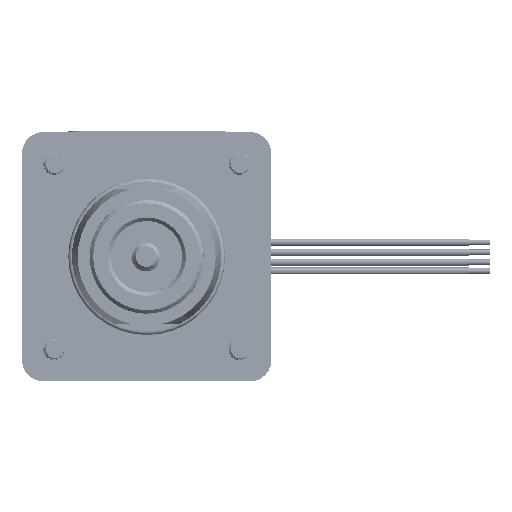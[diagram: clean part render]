
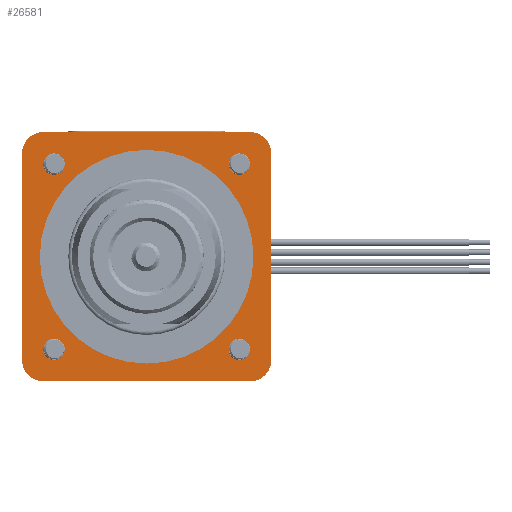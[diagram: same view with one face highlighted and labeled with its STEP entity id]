
A CAD part, front view. The second image highlights one B-rep face of the part: STEP entity #26581.
In plain terms, the highlighted face is planar.
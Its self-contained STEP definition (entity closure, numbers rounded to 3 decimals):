
#746=PLANE('',#28991);
#1132=FACE_BOUND('',#3603,.T.);
#1133=FACE_BOUND('',#3604,.T.);
#1134=FACE_BOUND('',#3605,.T.);
#1135=FACE_BOUND('',#3606,.T.);
#1136=FACE_BOUND('',#3607,.T.);
#2055=FACE_OUTER_BOUND('',#3602,.T.);
#3602=EDGE_LOOP('',(#21376,#21377,#21378,#21379,#21380,#21381,#21382,#21383));
#3603=EDGE_LOOP('',(#21384));
#3604=EDGE_LOOP('',(#21385));
#3605=EDGE_LOOP('',(#21386));
#3606=EDGE_LOOP('',(#21387));
#3607=EDGE_LOOP('',(#21388));
#5703=LINE('',#43332,#7953);
#5704=LINE('',#43336,#7954);
#5705=LINE('',#43340,#7955);
#5706=LINE('',#43343,#7956);
#7953=VECTOR('',#35037,29.);
#7954=VECTOR('',#35040,29.);
#7955=VECTOR('',#35043,29.);
#7956=VECTOR('',#35046,29.);
#9826=CIRCLE('',#28954,15.);
#9829=CIRCLE('',#28959,1.5);
#9831=CIRCLE('',#28962,1.5);
#9833=CIRCLE('',#28965,1.5);
#9835=CIRCLE('',#28968,1.5);
#9851=CIRCLE('',#28992,3.);
#9852=CIRCLE('',#28993,3.);
#9853=CIRCLE('',#28994,3.);
#9854=CIRCLE('',#28995,3.);
#11948=VERTEX_POINT('',#43241);
#11951=VERTEX_POINT('',#43249);
#11953=VERTEX_POINT('',#43254);
#11955=VERTEX_POINT('',#43259);
#11957=VERTEX_POINT('',#43264);
#11985=VERTEX_POINT('',#43328);
#11986=VERTEX_POINT('',#43329);
#11987=VERTEX_POINT('',#43331);
#11988=VERTEX_POINT('',#43333);
#11989=VERTEX_POINT('',#43335);
#11990=VERTEX_POINT('',#43337);
#11991=VERTEX_POINT('',#43339);
#11992=VERTEX_POINT('',#43341);
#15318=EDGE_CURVE('',#11948,#11948,#9826,.T.);
#15321=EDGE_CURVE('',#11951,#11951,#9829,.T.);
#15323=EDGE_CURVE('',#11953,#11953,#9831,.T.);
#15325=EDGE_CURVE('',#11955,#11955,#9833,.T.);
#15327=EDGE_CURVE('',#11957,#11957,#9835,.T.);
#15355=EDGE_CURVE('',#11985,#11986,#9851,.T.);
#15356=EDGE_CURVE('',#11987,#11985,#5703,.T.);
#15357=EDGE_CURVE('',#11988,#11987,#9852,.T.);
#15358=EDGE_CURVE('',#11989,#11988,#5704,.T.);
#15359=EDGE_CURVE('',#11990,#11989,#9853,.T.);
#15360=EDGE_CURVE('',#11991,#11990,#5705,.T.);
#15361=EDGE_CURVE('',#11992,#11991,#9854,.T.);
#15362=EDGE_CURVE('',#11986,#11992,#5706,.T.);
#21376=ORIENTED_EDGE('',*,*,#15355,.F.);
#21377=ORIENTED_EDGE('',*,*,#15356,.F.);
#21378=ORIENTED_EDGE('',*,*,#15357,.F.);
#21379=ORIENTED_EDGE('',*,*,#15358,.F.);
#21380=ORIENTED_EDGE('',*,*,#15359,.F.);
#21381=ORIENTED_EDGE('',*,*,#15360,.F.);
#21382=ORIENTED_EDGE('',*,*,#15361,.F.);
#21383=ORIENTED_EDGE('',*,*,#15362,.F.);
#21384=ORIENTED_EDGE('',*,*,#15318,.F.);
#21385=ORIENTED_EDGE('',*,*,#15321,.T.);
#21386=ORIENTED_EDGE('',*,*,#15323,.T.);
#21387=ORIENTED_EDGE('',*,*,#15325,.T.);
#21388=ORIENTED_EDGE('',*,*,#15327,.T.);
#26581=ADVANCED_FACE('',(#2055,#1132,#1133,#1134,#1135,#1136),#746,.F.);
#28954=AXIS2_PLACEMENT_3D('',#43242,#34947,#34948);
#28959=AXIS2_PLACEMENT_3D('',#43250,#34957,#34958);
#28962=AXIS2_PLACEMENT_3D('',#43255,#34963,#34964);
#28965=AXIS2_PLACEMENT_3D('',#43260,#34969,#34970);
#28968=AXIS2_PLACEMENT_3D('',#43265,#34975,#34976);
#28991=AXIS2_PLACEMENT_3D('',#43327,#35033,#35034);
#28992=AXIS2_PLACEMENT_3D('',#43330,#35035,#35036);
#28993=AXIS2_PLACEMENT_3D('',#43334,#35038,#35039);
#28994=AXIS2_PLACEMENT_3D('',#43338,#35041,#35042);
#28995=AXIS2_PLACEMENT_3D('',#43342,#35044,#35045);
#34947=DIRECTION('center_axis',(0.,0.,-1.));
#34948=DIRECTION('ref_axis',(-1.,0.,0.));
#34957=DIRECTION('center_axis',(0.,0.,1.));
#34958=DIRECTION('ref_axis',(1.,0.,0.));
#34963=DIRECTION('center_axis',(0.,0.,1.));
#34964=DIRECTION('ref_axis',(1.,0.,0.));
#34969=DIRECTION('center_axis',(0.,0.,1.));
#34970=DIRECTION('ref_axis',(1.,0.,0.));
#34975=DIRECTION('center_axis',(0.,0.,1.));
#34976=DIRECTION('ref_axis',(1.,0.,0.));
#35033=DIRECTION('center_axis',(0.,0.,1.));
#35034=DIRECTION('ref_axis',(1.,0.,0.));
#35035=DIRECTION('center_axis',(0.,0.,1.));
#35036=DIRECTION('ref_axis',(1.,0.,0.));
#35037=DIRECTION('',(1.,0.,0.));
#35038=DIRECTION('center_axis',(0.,0.,1.));
#35039=DIRECTION('ref_axis',(1.,0.,0.));
#35040=DIRECTION('',(0.,-1.,0.));
#35041=DIRECTION('center_axis',(0.,0.,1.));
#35042=DIRECTION('ref_axis',(1.,0.,0.));
#35043=DIRECTION('',(-1.,0.,0.));
#35044=DIRECTION('center_axis',(0.,0.,1.));
#35045=DIRECTION('ref_axis',(-1.,0.,0.));
#35046=DIRECTION('',(0.,1.,0.));
#43241=CARTESIAN_POINT('',(-15.,0.,1.9));
#43242=CARTESIAN_POINT('Origin',(0.,0.,1.9));
#43249=CARTESIAN_POINT('',(-11.5,-13.,1.9));
#43250=CARTESIAN_POINT('Origin',(-13.,-13.,1.9));
#43254=CARTESIAN_POINT('',(14.5,-13.,1.9));
#43255=CARTESIAN_POINT('Origin',(13.,-13.,1.9));
#43259=CARTESIAN_POINT('',(14.5,13.,1.9));
#43260=CARTESIAN_POINT('Origin',(13.,13.,1.9));
#43264=CARTESIAN_POINT('',(-11.5,13.,1.9));
#43265=CARTESIAN_POINT('Origin',(-13.,13.,1.9));
#43327=CARTESIAN_POINT('Origin',(14.5,-14.5,1.9));
#43328=CARTESIAN_POINT('',(14.5,-17.5,1.9));
#43329=CARTESIAN_POINT('',(17.5,-14.5,1.9));
#43330=CARTESIAN_POINT('Origin',(14.5,-14.5,1.9));
#43331=CARTESIAN_POINT('',(-14.5,-17.5,1.9));
#43332=CARTESIAN_POINT('',(-14.5,-17.5,1.9));
#43333=CARTESIAN_POINT('',(-17.5,-14.5,1.9));
#43334=CARTESIAN_POINT('Origin',(-14.5,-14.5,1.9));
#43335=CARTESIAN_POINT('',(-17.5,14.5,1.9));
#43336=CARTESIAN_POINT('',(-17.5,14.5,1.9));
#43337=CARTESIAN_POINT('',(-14.5,17.5,1.9));
#43338=CARTESIAN_POINT('Origin',(-14.5,14.5,1.9));
#43339=CARTESIAN_POINT('',(14.5,17.5,1.9));
#43340=CARTESIAN_POINT('',(-14.5,17.5,1.9));
#43341=CARTESIAN_POINT('',(17.5,14.5,1.9));
#43342=CARTESIAN_POINT('Origin',(14.5,14.5,1.9));
#43343=CARTESIAN_POINT('',(17.5,14.5,1.9));
